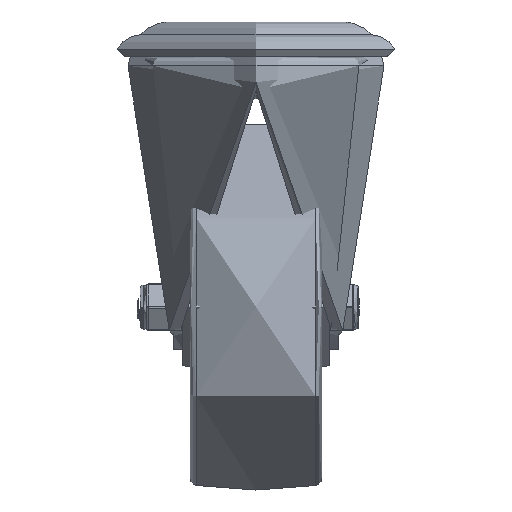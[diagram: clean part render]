
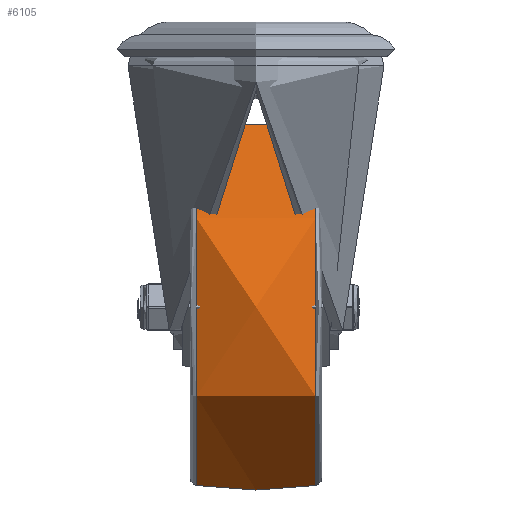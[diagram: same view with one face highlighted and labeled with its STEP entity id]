
A CAD part, left-side view. The second image highlights one B-rep face of the part: STEP entity #6105.
In plain terms, the highlighted free-form (B-spline) face has degree [2, 2] with [3, 9] control points.
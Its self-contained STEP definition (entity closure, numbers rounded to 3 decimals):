
#41=(
BOUNDED_SURFACE()
B_SPLINE_SURFACE(2,2,((#10843,#10844,#10845,#10846,#10847,#10848,#10849,
#10850,#10851),(#10852,#10853,#10854,#10855,#10856,#10857,#10858,#10859,
#10860),(#10861,#10862,#10863,#10864,#10865,#10866,#10867,#10868,#10869)),
 .UNSPECIFIED.,.F.,.T.,.F.)
B_SPLINE_SURFACE_WITH_KNOTS((3,3),(3,2,2,2,3),(-0.15,0.15),
(-3.142,-1.571,0.,1.571,3.142),
 .UNSPECIFIED.)
GEOMETRIC_REPRESENTATION_ITEM()
RATIONAL_B_SPLINE_SURFACE(((1.,0.707,1.,0.707,1.,
0.707,1.,0.707,1.),(0.989,0.699,
0.989,0.699,0.989,0.699,
0.989,0.699,0.989),(1.,0.707,
1.,0.707,1.,0.707,1.,0.707,1.)))
REPRESENTATION_ITEM('')
SURFACE()
);
#797=FACE_OUTER_BOUND('',#1211,.T.);
#1211=EDGE_LOOP('',(#4789,#4790,#4791,#4792,#4793,#4794));
#2408=CIRCLE('',#6763,48.772);
#2409=CIRCLE('',#6764,48.772);
#2410=CIRCLE('',#6765,108.75);
#2411=CIRCLE('',#6766,48.772);
#2412=CIRCLE('',#6767,48.772);
#2819=VERTEX_POINT('',#10870);
#2820=VERTEX_POINT('',#10871);
#2821=VERTEX_POINT('',#10874);
#2822=VERTEX_POINT('',#10876);
#3520=EDGE_CURVE('',#2819,#2820,#2408,.T.);
#3521=EDGE_CURVE('',#2820,#2819,#2409,.T.);
#3522=EDGE_CURVE('',#2820,#2821,#2410,.T.);
#3523=EDGE_CURVE('',#2822,#2821,#2411,.T.);
#3524=EDGE_CURVE('',#2821,#2822,#2412,.T.);
#4789=ORIENTED_EDGE('',*,*,#3520,.F.);
#4790=ORIENTED_EDGE('',*,*,#3521,.F.);
#4791=ORIENTED_EDGE('',*,*,#3522,.T.);
#4792=ORIENTED_EDGE('',*,*,#3523,.F.);
#4793=ORIENTED_EDGE('',*,*,#3524,.F.);
#4794=ORIENTED_EDGE('',*,*,#3522,.F.);
#6105=ADVANCED_FACE('',(#797),#41,.F.);
#6763=AXIS2_PLACEMENT_3D('',#10872,#7971,#7972);
#6764=AXIS2_PLACEMENT_3D('',#10873,#7973,#7974);
#6765=AXIS2_PLACEMENT_3D('',#10875,#7975,#7976);
#6766=AXIS2_PLACEMENT_3D('',#10877,#7977,#7978);
#6767=AXIS2_PLACEMENT_3D('',#10878,#7979,#7980);
#7971=DIRECTION('center_axis',(0.,1.,0.));
#7972=DIRECTION('ref_axis',(1.,0.,0.));
#7973=DIRECTION('center_axis',(0.,1.,0.));
#7974=DIRECTION('ref_axis',(1.,0.,0.));
#7975=DIRECTION('center_axis',(1.,0.,0.));
#7976=DIRECTION('ref_axis',(0.,0.,1.));
#7977=DIRECTION('center_axis',(0.,-1.,0.));
#7978=DIRECTION('ref_axis',(1.,0.,0.));
#7979=DIRECTION('center_axis',(0.,-1.,0.));
#7980=DIRECTION('ref_axis',(1.,0.,0.));
#10843=CARTESIAN_POINT('Ctrl Pts',(0.,-16.3,
48.772));
#10844=CARTESIAN_POINT('Ctrl Pts',(48.772,-16.3,48.772));
#10845=CARTESIAN_POINT('Ctrl Pts',(48.772,-16.3,0.));
#10846=CARTESIAN_POINT('Ctrl Pts',(48.772,-16.3,-48.772));
#10847=CARTESIAN_POINT('Ctrl Pts',(0.,-16.3,
-48.772));
#10848=CARTESIAN_POINT('Ctrl Pts',(-48.772,-16.3,
-48.772));
#10849=CARTESIAN_POINT('Ctrl Pts',(-48.772,-16.3,
0.));
#10850=CARTESIAN_POINT('Ctrl Pts',(-48.772,-16.3,
48.772));
#10851=CARTESIAN_POINT('Ctrl Pts',(0.,-16.3,
48.772));
#10852=CARTESIAN_POINT('Ctrl Pts',(0.,0.,
51.243));
#10853=CARTESIAN_POINT('Ctrl Pts',(51.243,0.,
51.243));
#10854=CARTESIAN_POINT('Ctrl Pts',(51.243,0.,
0.));
#10855=CARTESIAN_POINT('Ctrl Pts',(51.243,0.,
-51.243));
#10856=CARTESIAN_POINT('Ctrl Pts',(0.,0.,
-51.243));
#10857=CARTESIAN_POINT('Ctrl Pts',(-51.243,0.,
-51.243));
#10858=CARTESIAN_POINT('Ctrl Pts',(-51.243,0.,
0.));
#10859=CARTESIAN_POINT('Ctrl Pts',(-51.243,0.,
51.243));
#10860=CARTESIAN_POINT('Ctrl Pts',(0.,0.,
51.243));
#10861=CARTESIAN_POINT('Ctrl Pts',(0.,16.3,
48.772));
#10862=CARTESIAN_POINT('Ctrl Pts',(48.772,16.3,48.772));
#10863=CARTESIAN_POINT('Ctrl Pts',(48.772,16.3,0.));
#10864=CARTESIAN_POINT('Ctrl Pts',(48.772,16.3,-48.772));
#10865=CARTESIAN_POINT('Ctrl Pts',(0.,16.3,
-48.772));
#10866=CARTESIAN_POINT('Ctrl Pts',(-48.772,16.3,-48.772));
#10867=CARTESIAN_POINT('Ctrl Pts',(-48.772,16.3,0.));
#10868=CARTESIAN_POINT('Ctrl Pts',(-48.772,16.3,48.772));
#10869=CARTESIAN_POINT('Ctrl Pts',(0.,16.3,
48.772));
#10870=CARTESIAN_POINT('',(0.,16.3,-48.772));
#10871=CARTESIAN_POINT('',(0.,16.3,48.772));
#10872=CARTESIAN_POINT('Origin',(0.,16.3,
0.));
#10873=CARTESIAN_POINT('Origin',(0.,16.3,
0.));
#10874=CARTESIAN_POINT('',(0.,-16.3,48.772));
#10875=CARTESIAN_POINT('Origin',(0.,0.,
-58.75));
#10876=CARTESIAN_POINT('',(0.,-16.3,-48.772));
#10877=CARTESIAN_POINT('Origin',(0.,-16.3,
0.));
#10878=CARTESIAN_POINT('Origin',(0.,-16.3,
0.));
